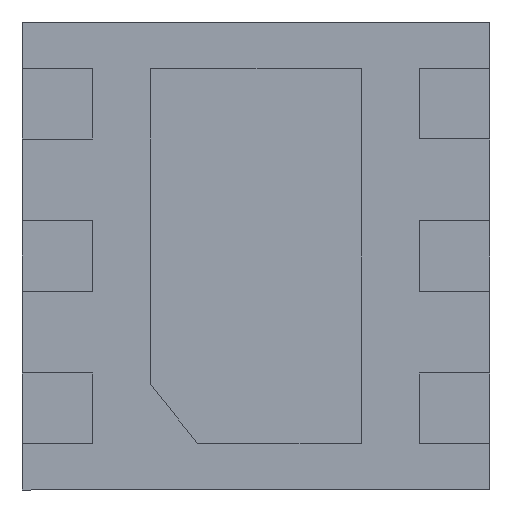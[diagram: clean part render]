
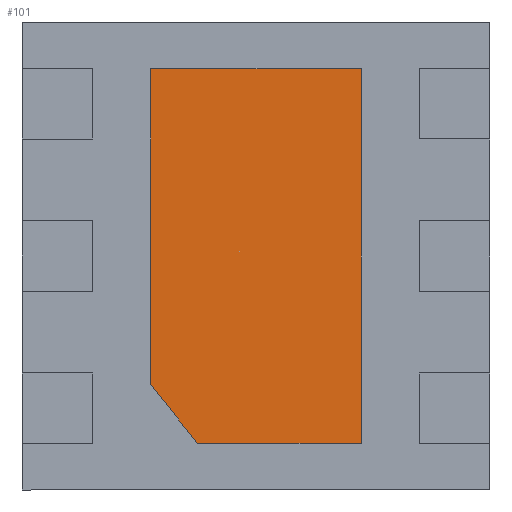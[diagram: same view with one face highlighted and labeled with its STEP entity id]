
A CAD part, front view. The second image highlights one B-rep face of the part: STEP entity #101.
In plain terms, the highlighted planar face has unit normal (0, -1, 0).
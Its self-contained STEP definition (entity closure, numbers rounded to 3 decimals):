
#10 = EDGE_CURVE ( 'NONE', #1004, #2427, #1913, .T. ) ;
#20 = CARTESIAN_POINT ( 'NONE',  ( -0.25, 0., -0.8 ) ) ;
#101 = ADVANCED_FACE ( 'NONE', ( #314 ), #456, .T. ) ;
#235 = CARTESIAN_POINT ( 'NONE',  ( 0.45, 0., 0.8 ) ) ;
#250 = VECTOR ( 'NONE', #1802, 1000. ) ;
#259 = VERTEX_POINT ( 'NONE', #20 ) ;
#314 = FACE_OUTER_BOUND ( 'NONE', #2448, .T. ) ;
#372 = VECTOR ( 'NONE', #776, 1000. ) ;
#456 = PLANE ( 'NONE',  #3724 ) ;
#508 = CARTESIAN_POINT ( 'NONE',  ( -0.45, 0., 0.8 ) ) ;
#595 = DIRECTION ( 'NONE',  ( 0., 0., -1. ) ) ;
#598 = CARTESIAN_POINT ( 'NONE',  ( 0.45, 0., -0.8 ) ) ;
#626 = VERTEX_POINT ( 'NONE', #813 ) ;
#776 = DIRECTION ( 'NONE',  ( 0.625, 0., -0.781 ) ) ;
#813 = CARTESIAN_POINT ( 'NONE',  ( -0.45, 0., -0.55 ) ) ;
#830 = EDGE_CURVE ( 'NONE', #1016, #1004, #1406, .T. ) ;
#911 = EDGE_CURVE ( 'NONE', #259, #1016, #1268, .T. ) ;
#921 = CARTESIAN_POINT ( 'NONE',  ( 0.45, 0., 0.8 ) ) ;
#1004 = VERTEX_POINT ( 'NONE', #1838 ) ;
#1016 = VERTEX_POINT ( 'NONE', #598 ) ;
#1160 = VECTOR ( 'NONE', #2762, 1000. ) ;
#1257 = VECTOR ( 'NONE', #595, 1000. ) ;
#1268 = LINE ( 'NONE', #1496, #2764 ) ;
#1406 = LINE ( 'NONE', #921, #1160 ) ;
#1496 = CARTESIAN_POINT ( 'NONE',  ( 0.45, 0., -0.8 ) ) ;
#1653 = ORIENTED_EDGE ( 'NONE', *, *, #3538, .T. ) ;
#1662 = CARTESIAN_POINT ( 'NONE',  ( 0., 0., 0. ) ) ;
#1792 = CARTESIAN_POINT ( 'NONE',  ( -0.45, 0., 0.8 ) ) ;
#1802 = DIRECTION ( 'NONE',  ( -1., 0., 0. ) ) ;
#1838 = CARTESIAN_POINT ( 'NONE',  ( 0.45, 0., 0.8 ) ) ;
#1913 = LINE ( 'NONE', #235, #250 ) ;
#1975 = EDGE_CURVE ( 'NONE', #2427, #626, #3251, .T. ) ;
#2003 = CARTESIAN_POINT ( 'NONE',  ( -0.45, 0., -0.55 ) ) ;
#2099 = ORIENTED_EDGE ( 'NONE', *, *, #10, .T. ) ;
#2159 = ORIENTED_EDGE ( 'NONE', *, *, #830, .T. ) ;
#2237 = DIRECTION ( 'NONE',  ( 1., 0., 0. ) ) ;
#2329 = DIRECTION ( 'NONE',  ( 0., -1., 0. ) ) ;
#2427 = VERTEX_POINT ( 'NONE', #508 ) ;
#2448 = EDGE_LOOP ( 'NONE', ( #2099, #3172, #1653, #2833, #2159 ) ) ;
#2762 = DIRECTION ( 'NONE',  ( 0., 0., 1. ) ) ;
#2764 = VECTOR ( 'NONE', #2237, 1000. ) ;
#2785 = LINE ( 'NONE', #2003, #372 ) ;
#2833 = ORIENTED_EDGE ( 'NONE', *, *, #911, .T. ) ;
#3172 = ORIENTED_EDGE ( 'NONE', *, *, #1975, .T. ) ;
#3251 = LINE ( 'NONE', #1792, #1257 ) ;
#3360 = DIRECTION ( 'NONE',  ( 1., 0., 0. ) ) ;
#3538 = EDGE_CURVE ( 'NONE', #626, #259, #2785, .T. ) ;
#3724 = AXIS2_PLACEMENT_3D ( 'NONE', #1662, #2329, #3360 ) ;
